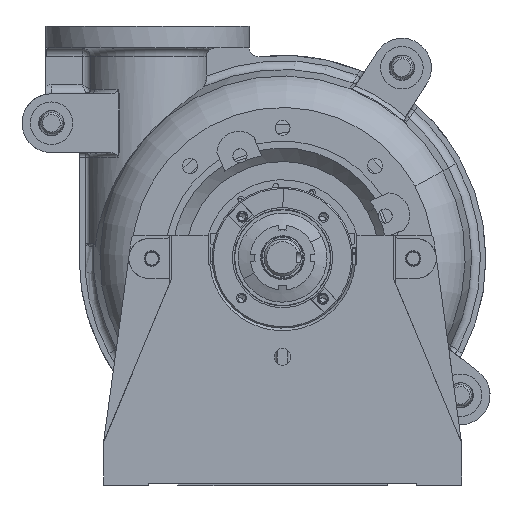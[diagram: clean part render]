
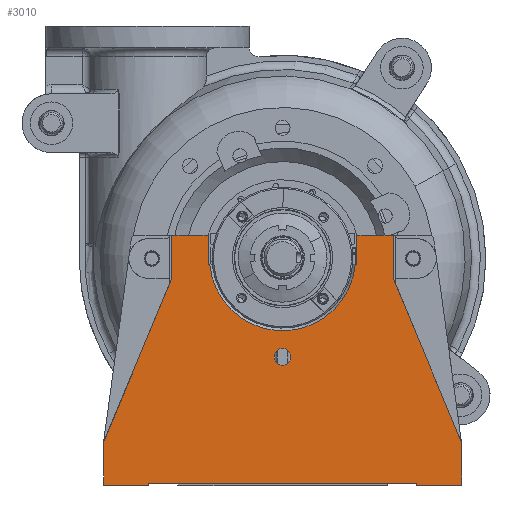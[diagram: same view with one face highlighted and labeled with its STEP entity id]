
A CAD part, front view. The second image highlights one B-rep face of the part: STEP entity #3010.
In plain terms, the highlighted planar face has unit normal (0, -1, 0).
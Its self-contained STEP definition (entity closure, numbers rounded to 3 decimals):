
#861=CARTESIAN_POINT('Vertex',(77.,0.,280.)) ;
#864=CARTESIAN_POINT('Line Origine',(93.927,0.,280.)) ;
#868=CARTESIAN_POINT('Vertex',(110.855,0.,280.)) ;
#871=CARTESIAN_POINT('Line Origine',(114.73,0.,280.)) ;
#875=CARTESIAN_POINT('Vertex',(118.605,0.,280.)) ;
#1375=CARTESIAN_POINT('Vertex',(285.395,0.,280.)) ;
#1378=CARTESIAN_POINT('Line Origine',(289.27,0.,280.)) ;
#1382=CARTESIAN_POINT('Vertex',(293.145,0.,280.)) ;
#1385=CARTESIAN_POINT('Line Origine',(310.073,0.,280.)) ;
#1389=CARTESIAN_POINT('Vertex',(327.,0.,280.)) ;
#2817=CARTESIAN_POINT('Vertex',(77.,0.,231.)) ;
#2820=CARTESIAN_POINT('Line Origine',(77.,0.,255.5)) ;
#2832=CARTESIAN_POINT('Axis2P3D Location',(0.,0.,0.)) ;
#2837=CARTESIAN_POINT('Line Origine',(119.223,0.,247.)) ;
#2841=CARTESIAN_POINT('Vertex',(118.605,0.,247.)) ;
#2843=CARTESIAN_POINT('Vertex',(119.842,0.,247.)) ;
#2846=CARTESIAN_POINT('Line Origine',(118.605,0.,263.5)) ;
#2851=CARTESIAN_POINT('Line Origine',(38.5,0.,138.5)) ;
#2855=CARTESIAN_POINT('Vertex',(0.,0.,46.)) ;
#2858=CARTESIAN_POINT('Line Origine',(0.,0.,30.5)) ;
#2862=CARTESIAN_POINT('Vertex',(0.,0.,15.)) ;
#2865=CARTESIAN_POINT('Line Origine',(0.,0.,7.5)) ;
#2869=CARTESIAN_POINT('Vertex',(0.,0.,0.)) ;
#2872=CARTESIAN_POINT('Line Origine',(0.,0.,-1.5)) ;
#2876=CARTESIAN_POINT('Vertex',(0.,0.,-3.)) ;
#2879=CARTESIAN_POINT('Line Origine',(25.5,0.,-3.)) ;
#2883=CARTESIAN_POINT('Vertex',(51.,0.,-3.)) ;
#2886=CARTESIAN_POINT('Line Origine',(51.,0.,-1.5)) ;
#2890=CARTESIAN_POINT('Vertex',(51.,0.,0.)) ;
#2893=CARTESIAN_POINT('Line Origine',(202.,0.,0.)) ;
#2897=CARTESIAN_POINT('Vertex',(353.,0.,0.)) ;
#2900=CARTESIAN_POINT('Line Origine',(353.,0.,-1.5)) ;
#2904=CARTESIAN_POINT('Vertex',(353.,0.,-3.)) ;
#2907=CARTESIAN_POINT('Line Origine',(378.5,0.,-3.)) ;
#2911=CARTESIAN_POINT('Vertex',(404.,0.,-3.)) ;
#2914=CARTESIAN_POINT('Line Origine',(404.,0.,-1.5)) ;
#2918=CARTESIAN_POINT('Vertex',(404.,0.,0.)) ;
#2921=CARTESIAN_POINT('Line Origine',(404.,0.,7.5)) ;
#2925=CARTESIAN_POINT('Vertex',(404.,0.,15.)) ;
#2928=CARTESIAN_POINT('Line Origine',(404.,0.,30.5)) ;
#2932=CARTESIAN_POINT('Vertex',(404.,0.,46.)) ;
#2935=CARTESIAN_POINT('Line Origine',(365.5,0.,138.5)) ;
#2939=CARTESIAN_POINT('Vertex',(327.,0.,231.)) ;
#2942=CARTESIAN_POINT('Line Origine',(327.,0.,255.5)) ;
#2947=CARTESIAN_POINT('Line Origine',(285.395,0.,263.5)) ;
#2951=CARTESIAN_POINT('Vertex',(285.395,0.,247.)) ;
#2954=CARTESIAN_POINT('Line Origine',(284.777,0.,247.)) ;
#2958=CARTESIAN_POINT('Vertex',(284.158,0.,247.)) ;
#2961=CARTESIAN_POINT('Axis2P3D Location',(202.,0.,254.5)) ;
#2992=CARTESIAN_POINT('Axis2P3D Location',(202.,0.,142.5)) ;
#2996=CARTESIAN_POINT('Vertex',(192.5,0.,142.5)) ;
#2998=CARTESIAN_POINT('Vertex',(211.5,0.,142.5)) ;
#3001=CARTESIAN_POINT('Axis2P3D Location',(202.,0.,142.5)) ;
#865=DIRECTION('Vector Direction',(-1.,0.,0.)) ;
#872=DIRECTION('Vector Direction',(-1.,0.,0.)) ;
#1379=DIRECTION('Vector Direction',(1.,0.,0.)) ;
#1386=DIRECTION('Vector Direction',(-1.,0.,0.)) ;
#2821=DIRECTION('Vector Direction',(0.,0.,-1.)) ;
#2833=DIRECTION('Axis2P3D Direction',(0.,-1.,0.)) ;
#2834=DIRECTION('Axis2P3D XDirection',(1.,0.,0.)) ;
#2838=DIRECTION('Vector Direction',(1.,0.,0.)) ;
#2847=DIRECTION('Vector Direction',(0.,0.,-1.)) ;
#2852=DIRECTION('Vector Direction',(-0.384,0.,-0.923)) ;
#2859=DIRECTION('Vector Direction',(0.,0.,1.)) ;
#2866=DIRECTION('Vector Direction',(0.,0.,1.)) ;
#2873=DIRECTION('Vector Direction',(0.,0.,1.)) ;
#2880=DIRECTION('Vector Direction',(-1.,0.,0.)) ;
#2887=DIRECTION('Vector Direction',(0.,0.,1.)) ;
#2894=DIRECTION('Vector Direction',(1.,0.,0.)) ;
#2901=DIRECTION('Vector Direction',(0.,0.,1.)) ;
#2908=DIRECTION('Vector Direction',(1.,0.,0.)) ;
#2915=DIRECTION('Vector Direction',(0.,0.,1.)) ;
#2922=DIRECTION('Vector Direction',(0.,0.,1.)) ;
#2929=DIRECTION('Vector Direction',(0.,0.,-1.)) ;
#2936=DIRECTION('Vector Direction',(0.384,0.,-0.923)) ;
#2943=DIRECTION('Vector Direction',(0.,0.,-1.)) ;
#2948=DIRECTION('Vector Direction',(0.,0.,-1.)) ;
#2955=DIRECTION('Vector Direction',(-1.,0.,0.)) ;
#2962=DIRECTION('Axis2P3D Direction',(0.,-1.,0.)) ;
#2993=DIRECTION('Axis2P3D Direction',(0.,-1.,0.)) ;
#3002=DIRECTION('Axis2P3D Direction',(0.,-1.,0.)) ;
#2835=AXIS2_PLACEMENT_3D('Plane Axis2P3D',#2832,#2833,#2834) ;
#2963=AXIS2_PLACEMENT_3D('Circle Axis2P3D',#2961,#2962,$) ;
#2994=AXIS2_PLACEMENT_3D('Circle Axis2P3D',#2992,#2993,$) ;
#3003=AXIS2_PLACEMENT_3D('Circle Axis2P3D',#3001,#3002,$) ;
#2967=ORIENTED_EDGE('',*,*,#2845,.F.) ;
#2968=ORIENTED_EDGE('',*,*,#2850,.F.) ;
#2969=ORIENTED_EDGE('',*,*,#877,.F.) ;
#2970=ORIENTED_EDGE('',*,*,#870,.T.) ;
#2971=ORIENTED_EDGE('',*,*,#2824,.T.) ;
#2972=ORIENTED_EDGE('',*,*,#2857,.T.) ;
#2973=ORIENTED_EDGE('',*,*,#2864,.T.) ;
#2974=ORIENTED_EDGE('',*,*,#2871,.F.) ;
#2975=ORIENTED_EDGE('',*,*,#2878,.F.) ;
#2976=ORIENTED_EDGE('',*,*,#2885,.F.) ;
#2977=ORIENTED_EDGE('',*,*,#2892,.T.) ;
#2978=ORIENTED_EDGE('',*,*,#2899,.T.) ;
#2979=ORIENTED_EDGE('',*,*,#2906,.F.) ;
#2980=ORIENTED_EDGE('',*,*,#2913,.T.) ;
#2981=ORIENTED_EDGE('',*,*,#2920,.T.) ;
#2982=ORIENTED_EDGE('',*,*,#2927,.T.) ;
#2983=ORIENTED_EDGE('',*,*,#2934,.T.) ;
#2984=ORIENTED_EDGE('',*,*,#2941,.T.) ;
#2985=ORIENTED_EDGE('',*,*,#2946,.T.) ;
#2986=ORIENTED_EDGE('',*,*,#1391,.T.) ;
#2987=ORIENTED_EDGE('',*,*,#1384,.F.) ;
#2988=ORIENTED_EDGE('',*,*,#2953,.T.) ;
#2989=ORIENTED_EDGE('',*,*,#2960,.T.) ;
#2990=ORIENTED_EDGE('',*,*,#2965,.F.) ;
#3007=ORIENTED_EDGE('',*,*,#3000,.F.) ;
#3008=ORIENTED_EDGE('',*,*,#3005,.F.) ;
#3009=FACE_BOUND('',#3006,.T.) ;
#866=VECTOR('Line Direction',#865,1.) ;
#873=VECTOR('Line Direction',#872,1.) ;
#1380=VECTOR('Line Direction',#1379,1.) ;
#1387=VECTOR('Line Direction',#1386,1.) ;
#2822=VECTOR('Line Direction',#2821,1.) ;
#2839=VECTOR('Line Direction',#2838,1.) ;
#2848=VECTOR('Line Direction',#2847,1.) ;
#2853=VECTOR('Line Direction',#2852,1.) ;
#2860=VECTOR('Line Direction',#2859,1.) ;
#2867=VECTOR('Line Direction',#2866,1.) ;
#2874=VECTOR('Line Direction',#2873,1.) ;
#2881=VECTOR('Line Direction',#2880,1.) ;
#2888=VECTOR('Line Direction',#2887,1.) ;
#2895=VECTOR('Line Direction',#2894,1.) ;
#2902=VECTOR('Line Direction',#2901,1.) ;
#2909=VECTOR('Line Direction',#2908,1.) ;
#2916=VECTOR('Line Direction',#2915,1.) ;
#2923=VECTOR('Line Direction',#2922,1.) ;
#2930=VECTOR('Line Direction',#2929,1.) ;
#2937=VECTOR('Line Direction',#2936,1.) ;
#2944=VECTOR('Line Direction',#2943,1.) ;
#2949=VECTOR('Line Direction',#2948,1.) ;
#2956=VECTOR('Line Direction',#2955,1.) ;
#3010=ADVANCED_FACE('PartBody',(#2991,#3009),#2836,.T.) ;
#2964=CIRCLE('generated circle',#2963,82.5) ;
#2995=CIRCLE('generated circle',#2994,9.5) ;
#3004=CIRCLE('generated circle',#3003,9.5) ;
#870=EDGE_CURVE('',#869,#862,#867,.T.) ;
#877=EDGE_CURVE('',#869,#876,#874,.F.) ;
#1384=EDGE_CURVE('',#1376,#1383,#1381,.T.) ;
#1391=EDGE_CURVE('',#1390,#1383,#1388,.T.) ;
#2824=EDGE_CURVE('',#862,#2818,#2823,.T.) ;
#2845=EDGE_CURVE('',#2842,#2844,#2840,.T.) ;
#2850=EDGE_CURVE('',#876,#2842,#2849,.T.) ;
#2857=EDGE_CURVE('',#2818,#2856,#2854,.T.) ;
#2864=EDGE_CURVE('',#2856,#2863,#2861,.F.) ;
#2871=EDGE_CURVE('',#2870,#2863,#2868,.T.) ;
#2878=EDGE_CURVE('',#2877,#2870,#2875,.T.) ;
#2885=EDGE_CURVE('',#2884,#2877,#2882,.T.) ;
#2892=EDGE_CURVE('',#2884,#2891,#2889,.T.) ;
#2899=EDGE_CURVE('',#2891,#2898,#2896,.T.) ;
#2906=EDGE_CURVE('',#2905,#2898,#2903,.T.) ;
#2913=EDGE_CURVE('',#2905,#2912,#2910,.T.) ;
#2920=EDGE_CURVE('',#2912,#2919,#2917,.T.) ;
#2927=EDGE_CURVE('',#2919,#2926,#2924,.T.) ;
#2934=EDGE_CURVE('',#2926,#2933,#2931,.F.) ;
#2941=EDGE_CURVE('',#2933,#2940,#2938,.F.) ;
#2946=EDGE_CURVE('',#2940,#1390,#2945,.F.) ;
#2953=EDGE_CURVE('',#1376,#2952,#2950,.T.) ;
#2960=EDGE_CURVE('',#2952,#2959,#2957,.T.) ;
#2965=EDGE_CURVE('',#2844,#2959,#2964,.T.) ;
#3000=EDGE_CURVE('',#2997,#2999,#2995,.T.) ;
#3005=EDGE_CURVE('',#2999,#2997,#3004,.T.) ;
#2966=EDGE_LOOP('',(#2967,#2968,#2969,#2970,#2971,#2972,#2973,#2974,#2975,#2976,#2977,#2978,#2979,#2980,#2981,#2982,#2983,#2984,#2985,#2986,#2987,#2988,#2989,#2990)) ;
#3006=EDGE_LOOP('',(#3007,#3008)) ;
#2991=FACE_OUTER_BOUND('',#2966,.T.) ;
#867=LINE('Line',#864,#866) ;
#874=LINE('Line',#871,#873) ;
#1381=LINE('Line',#1378,#1380) ;
#1388=LINE('Line',#1385,#1387) ;
#2823=LINE('Line',#2820,#2822) ;
#2840=LINE('Line',#2837,#2839) ;
#2849=LINE('Line',#2846,#2848) ;
#2854=LINE('Line',#2851,#2853) ;
#2861=LINE('Line',#2858,#2860) ;
#2868=LINE('Line',#2865,#2867) ;
#2875=LINE('Line',#2872,#2874) ;
#2882=LINE('Line',#2879,#2881) ;
#2889=LINE('Line',#2886,#2888) ;
#2896=LINE('Line',#2893,#2895) ;
#2903=LINE('Line',#2900,#2902) ;
#2910=LINE('Line',#2907,#2909) ;
#2917=LINE('Line',#2914,#2916) ;
#2924=LINE('Line',#2921,#2923) ;
#2931=LINE('Line',#2928,#2930) ;
#2938=LINE('Line',#2935,#2937) ;
#2945=LINE('Line',#2942,#2944) ;
#2950=LINE('Line',#2947,#2949) ;
#2957=LINE('Line',#2954,#2956) ;
#2836=PLANE('Plane',#2835) ;
#862=VERTEX_POINT('',#861) ;
#869=VERTEX_POINT('',#868) ;
#876=VERTEX_POINT('',#875) ;
#1376=VERTEX_POINT('',#1375) ;
#1383=VERTEX_POINT('',#1382) ;
#1390=VERTEX_POINT('',#1389) ;
#2818=VERTEX_POINT('',#2817) ;
#2842=VERTEX_POINT('',#2841) ;
#2844=VERTEX_POINT('',#2843) ;
#2856=VERTEX_POINT('',#2855) ;
#2863=VERTEX_POINT('',#2862) ;
#2870=VERTEX_POINT('',#2869) ;
#2877=VERTEX_POINT('',#2876) ;
#2884=VERTEX_POINT('',#2883) ;
#2891=VERTEX_POINT('',#2890) ;
#2898=VERTEX_POINT('',#2897) ;
#2905=VERTEX_POINT('',#2904) ;
#2912=VERTEX_POINT('',#2911) ;
#2919=VERTEX_POINT('',#2918) ;
#2926=VERTEX_POINT('',#2925) ;
#2933=VERTEX_POINT('',#2932) ;
#2940=VERTEX_POINT('',#2939) ;
#2952=VERTEX_POINT('',#2951) ;
#2959=VERTEX_POINT('',#2958) ;
#2997=VERTEX_POINT('',#2996) ;
#2999=VERTEX_POINT('',#2998) ;
